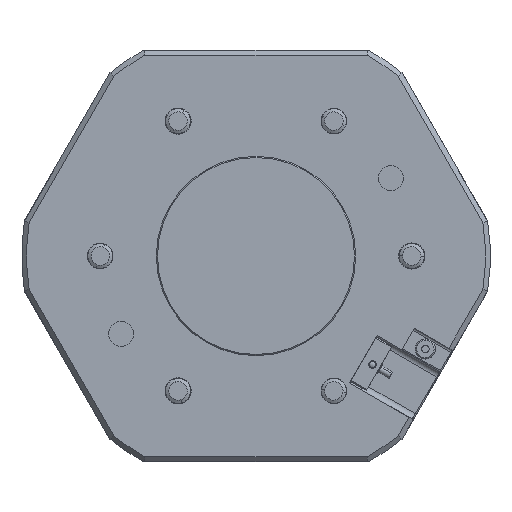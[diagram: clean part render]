
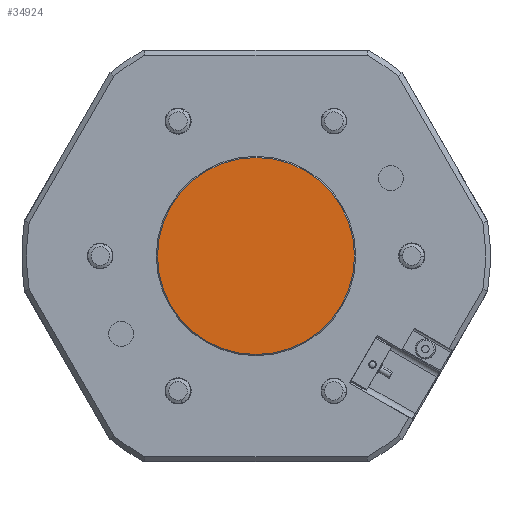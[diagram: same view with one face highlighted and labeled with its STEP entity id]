
A CAD part, front view. The second image highlights one B-rep face of the part: STEP entity #34924.
In plain terms, the highlighted planar face has unit normal (0, -1, 0).
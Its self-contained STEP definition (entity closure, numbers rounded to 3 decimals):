
#681 = AXIS2_PLACEMENT_3D ( 'NONE', #37418, #7979, #33866 ) ;
#7335 = CIRCLE ( 'NONE', #32059, 39.5 ) ;
#7979 = DIRECTION ( 'NONE',  ( 0., -1., 0. ) ) ;
#9449 = CIRCLE ( 'NONE', #681, 39.5 ) ;
#9732 = CARTESIAN_POINT ( 'NONE',  ( 0., -3.8, 0. ) ) ;
#10033 = EDGE_CURVE ( 'NONE', #31445, #40440, #9449, .T. ) ;
#11237 = ORIENTED_EDGE ( 'NONE', *, *, #10033, .T. ) ;
#11521 = CARTESIAN_POINT ( 'NONE',  ( 0., -3.8, 39.5 ) ) ;
#13009 = DIRECTION ( 'NONE',  ( 0., -1., 0. ) ) ;
#13501 = CARTESIAN_POINT ( 'NONE',  ( 0., -3.8, -39.5 ) ) ;
#14868 = EDGE_CURVE ( 'NONE', #40440, #31445, #7335, .T. ) ;
#17885 = DIRECTION ( 'NONE',  ( 0., 0., -1. ) ) ;
#18157 = AXIS2_PLACEMENT_3D ( 'NONE', #24619, #27929, #17885 ) ;
#22146 = ORIENTED_EDGE ( 'NONE', *, *, #14868, .T. ) ;
#24619 = CARTESIAN_POINT ( 'NONE',  ( 0., -3.8, 0. ) ) ;
#27200 = EDGE_LOOP ( 'NONE', ( #11237, #22146 ) ) ;
#27929 = DIRECTION ( 'NONE',  ( 0., -1., 0. ) ) ;
#31356 = PLANE ( 'NONE',  #18157 ) ;
#31445 = VERTEX_POINT ( 'NONE', #11521 ) ;
#31756 = FACE_OUTER_BOUND ( 'NONE', #27200, .T. ) ;
#32059 = AXIS2_PLACEMENT_3D ( 'NONE', #9732, #13009, #36028 ) ;
#33866 = DIRECTION ( 'NONE',  ( 0., 0., -1. ) ) ;
#34924 = ADVANCED_FACE ( 'NONE', ( #31756 ), #31356, .T. ) ;
#36028 = DIRECTION ( 'NONE',  ( 0., 0., -1. ) ) ;
#37418 = CARTESIAN_POINT ( 'NONE',  ( 0., -3.8, 0. ) ) ;
#40440 = VERTEX_POINT ( 'NONE', #13501 ) ;
